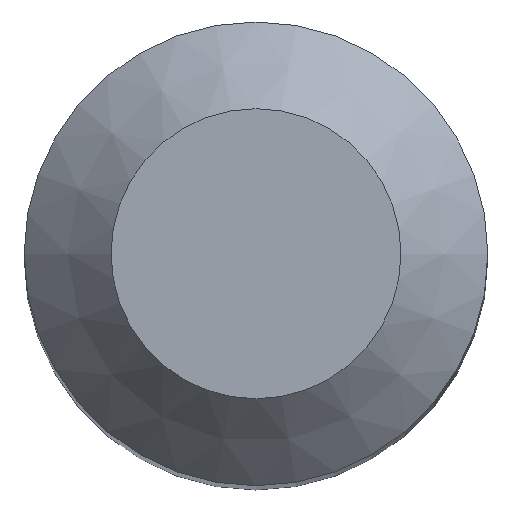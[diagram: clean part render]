
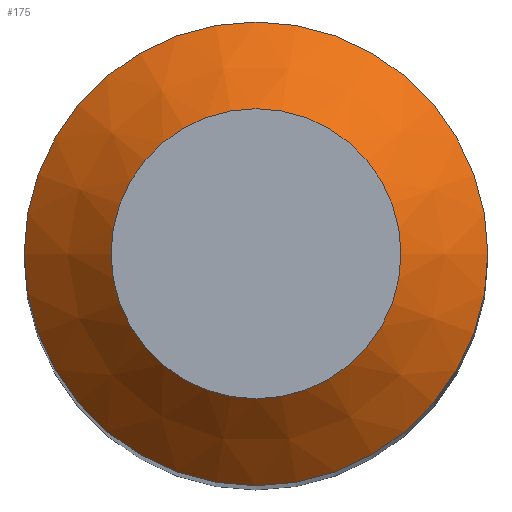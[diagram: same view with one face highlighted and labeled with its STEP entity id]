
A CAD part, top view. The second image highlights one B-rep face of the part: STEP entity #175.
In plain terms, the highlighted conical face has half-angle 45 degrees and reference radius 2.5 mm.
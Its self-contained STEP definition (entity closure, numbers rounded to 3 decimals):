
#87=CONICAL_SURFACE('',#772,2.5,45.);
#107=CIRCLE('',#768,3.998);
#108=CIRCLE('',#771,2.5);
#127=FACE_BOUND('',#261,.T.);
#128=FACE_BOUND('',#262,.T.);
#175=ADVANCED_FACE('',(#127,#128),#87,.T.);
#261=EDGE_LOOP('',(#459));
#262=EDGE_LOOP('',(#460));
#459=ORIENTED_EDGE('',*,*,#634,.F.);
#460=ORIENTED_EDGE('',*,*,#635,.F.);
#535=VERTEX_POINT('',#2768);
#536=VERTEX_POINT('',#2772);
#634=EDGE_CURVE('',#535,#535,#107,.T.);
#635=EDGE_CURVE('',#536,#536,#108,.T.);
#768=AXIS2_PLACEMENT_3D('',#2767,#884,#885);
#771=AXIS2_PLACEMENT_3D('',#2771,#890,#891);
#772=AXIS2_PLACEMENT_3D('',#2773,#892,#893);
#884=DIRECTION('',(0.,0.,-1.));
#885=DIRECTION('',(-1.,0.,0.));
#890=DIRECTION('',(0.,0.,1.));
#891=DIRECTION('',(1.,0.,0.));
#892=DIRECTION('',(0.,0.,-1.));
#893=DIRECTION('',(-1.,0.,0.));
#2767=CARTESIAN_POINT('',(0.,0.,-1.498));
#2768=CARTESIAN_POINT('',(-3.998,0.,-1.498));
#2771=CARTESIAN_POINT('',(0.,0.,0.));
#2772=CARTESIAN_POINT('',(2.5,0.,0.));
#2773=CARTESIAN_POINT('',(0.,0.,0.));
